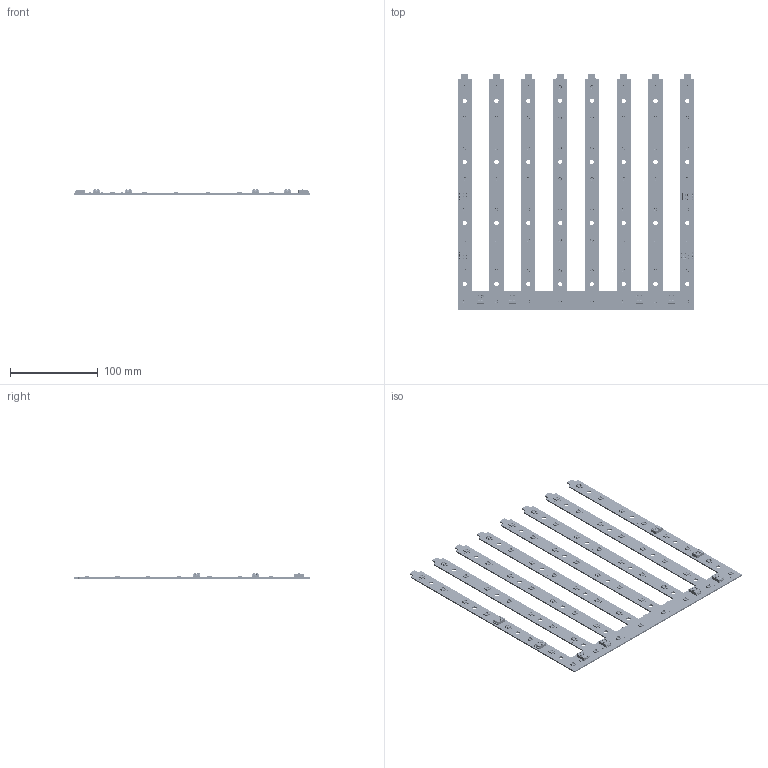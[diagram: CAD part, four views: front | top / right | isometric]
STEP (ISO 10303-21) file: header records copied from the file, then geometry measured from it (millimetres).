
FILE_DESCRIPTION (( 'STEP AP203' ), '1' );
FILE_NAME ('LUXTECH Fingerboard RGB 07.28.2021.STEP', '2021-07-28T15:37:41', ( '' ), ( '' ), 'SwSTEP 2.0', 'SolidWorks 2017', '' );
FILE_SCHEMA (( 'CONFIG_CONTROL_DESIGN' ));
Length unit declared in the file: millimetre
Products named in the file (8): 100-0891 rev 0; 400-0860 tape; SOD-123F_rotated; MOLEX 1041880210; 0805_rotated; LUXTECH Fingerboard RGB 07.28.2021; Label_part number_date_bin 6mmx25mm_No text; HL-AF-5060H271BU46FU79GC-S1-T1_rotated 2
Assembly tree (126 placements, depth 2):
  LUXTECH Fingerboard RGB 07.28.2021
    100-0891 rev 0
    SOD-123F_rotated  x3
    HL-AF-5060H271BU46FU79GC-S1-T1_rotated 2  x64
    0805_rotated  x48
    MOLEX 1041880210  x8
    Label_part number_date_bin 6mmx25mm_No text
    400-0860 tape
Bounding box: 269.95 x 270 x 5.98 mm (x, y, z)
Volume: 68015 mm3; surface area: 168253.7 mm2
Topology: 510 solids, 510 shells, 13194 faces, 33294 edges, 21856 vertices
Faces by surface type: plane 9207, cylinder 3587, bspline 224, cone 176
Entity records: 68377 total; most frequent: CARTESIAN_POINT 12466, DIRECTION 11407, ORIENTED_EDGE 10368, EDGE_CURVE 5184, AXIS2_PLACEMENT_3D 4407, VERTEX_POINT 3426, EDGE_LOOP 2808, VECTOR 2593
